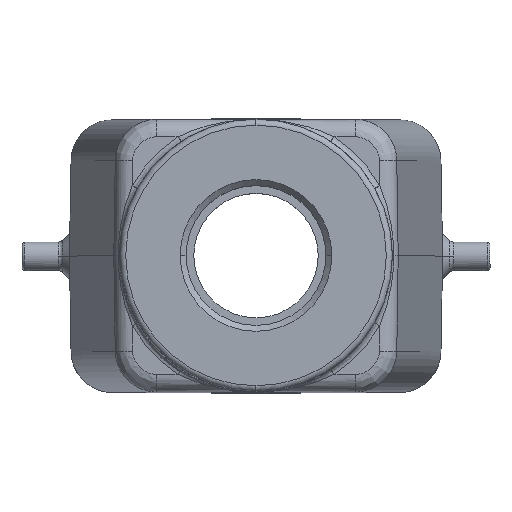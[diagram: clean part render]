
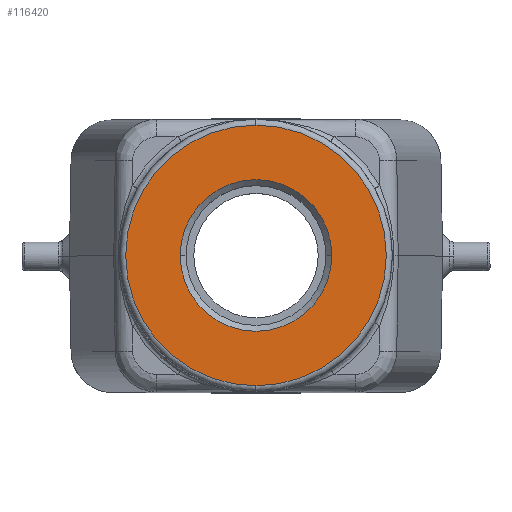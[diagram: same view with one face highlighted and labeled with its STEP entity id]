
A CAD part, top view. The second image highlights one B-rep face of the part: STEP entity #116420.
In plain terms, the highlighted face is planar.
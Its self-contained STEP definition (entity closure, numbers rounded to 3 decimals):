
#105080=CARTESIAN_POINT('',(-14.453,-110.6,
-70.));
#105090=VERTEX_POINT('',#105080);
#105190=CARTESIAN_POINT('',(-40.053,-110.6,
-70.));
#105200=VERTEX_POINT('',#105190);
#105230=CARTESIAN_POINT('',(-27.253,-110.6,
-70.));
#105240=DIRECTION('',(0.,-1.,0.));
#105250=DIRECTION('',(-1.,0.,0.));
#105260=AXIS2_PLACEMENT_3D('',#105230,#105240,#105250);
#105270=CIRCLE('',#105260,12.8);
#105280=EDGE_CURVE('',#105090,#105200,#105270,.T.);
#116170=CARTESIAN_POINT('',(-41.647,-110.6,-85.447));
#116180=DIRECTION('',(0.,-1.,0.));
#116190=DIRECTION('',(-1.,0.,0.));
#116200=AXIS2_PLACEMENT_3D('',#116170,#116180,#116190);
#116210=PLANE('',#116200);
#116220=EDGE_CURVE('',#105200,#105090,#105270,.T.);
#116230=ORIENTED_EDGE('',*,*,#116220,.F.);
#116240=ORIENTED_EDGE('',*,*,#105280,.F.);
#116250=EDGE_LOOP('',(#116240,#116230));
#116260=FACE_BOUND('',#116250,.T.);
#116270=CARTESIAN_POINT('',(-27.253,-110.6,
-70.));
#116280=DIRECTION('',(0.,1.,0.));
#116290=DIRECTION('',(0.,0.,-1.));
#116300=AXIS2_PLACEMENT_3D('',#116270,#116280,#116290);
#116310=CIRCLE('',#116300,22.);
#116320=CARTESIAN_POINT('',(-27.253,-110.6,
-48.));
#116330=VERTEX_POINT('',#116320);
#116340=CARTESIAN_POINT('',(-27.253,-110.6,
-92.));
#116350=VERTEX_POINT('',#116340);
#116360=EDGE_CURVE('',#116330,#116350,#116310,.T.);
#116370=ORIENTED_EDGE('',*,*,#116360,.F.);
#116380=EDGE_CURVE('',#116350,#116330,#116310,.T.);
#116390=ORIENTED_EDGE('',*,*,#116380,.F.);
#116400=EDGE_LOOP('',(#116390,#116370));
#116410=FACE_OUTER_BOUND('',#116400,.T.);
#116420=ADVANCED_FACE('',(#116260,#116410),#116210,.T.);
